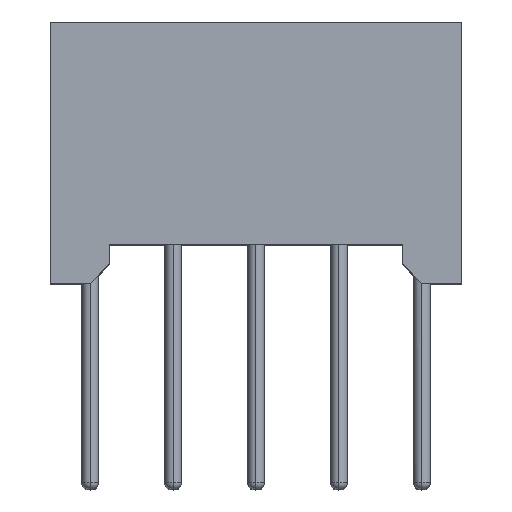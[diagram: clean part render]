
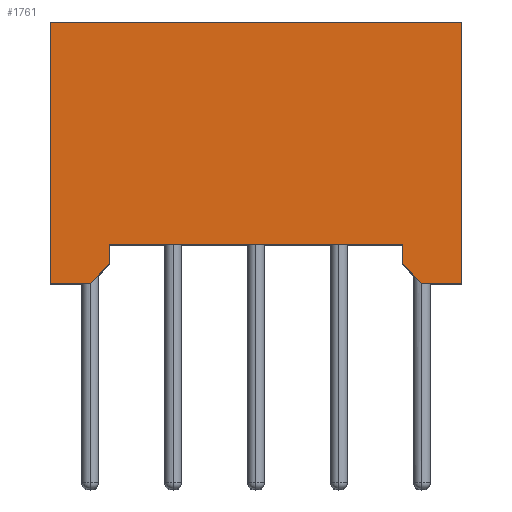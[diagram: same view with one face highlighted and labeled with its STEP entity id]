
A CAD part, top view. The second image highlights one B-rep face of the part: STEP entity #1761.
In plain terms, the highlighted planar face has unit normal (0, 0, 1).
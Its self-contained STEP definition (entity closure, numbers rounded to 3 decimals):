
#41 = DIRECTION ( 'NONE',  ( 0., -1., 0. ) ) ;
#91 = ORIENTED_EDGE ( 'NONE', *, *, #838, .F. ) ;
#138 = CARTESIAN_POINT ( 'NONE',  ( -5.08, 0., 9.5 ) ) ;
#191 = LINE ( 'NONE', #2872, #3663 ) ;
#296 = LINE ( 'NONE', #1844, #386 ) ;
#306 = VERTEX_POINT ( 'NONE', #384 ) ;
#349 = ORIENTED_EDGE ( 'NONE', *, *, #2003, .T. ) ;
#376 = EDGE_CURVE ( 'NONE', #306, #4887, #893, .T. ) ;
#384 = CARTESIAN_POINT ( 'NONE',  ( -4.48, 1.2, 9.5 ) ) ;
#386 = VECTOR ( 'NONE', #3365, 1000. ) ;
#479 = VECTOR ( 'NONE', #999, 1000. ) ;
#485 = PLANE ( 'NONE',  #943 ) ;
#618 = DIRECTION ( 'NONE',  ( -0.707, -0.707, 0. ) ) ;
#651 = VECTOR ( 'NONE', #41, 1000. ) ;
#679 = VERTEX_POINT ( 'NONE', #3591 ) ;
#740 = CARTESIAN_POINT ( 'NONE',  ( -6.3, 8., 9.5 ) ) ;
#758 = ORIENTED_EDGE ( 'NONE', *, *, #2686, .T. ) ;
#838 = EDGE_CURVE ( 'NONE', #2282, #4537, #2251, .T. ) ;
#868 = CARTESIAN_POINT ( 'NONE',  ( 6.3, 8., 9.5 ) ) ;
#885 = VECTOR ( 'NONE', #3028, 1000. ) ;
#893 = LINE ( 'NONE', #2051, #2223 ) ;
#943 = AXIS2_PLACEMENT_3D ( 'NONE', #1398, #4179, #3773 ) ;
#999 = DIRECTION ( 'NONE',  ( 1., 0., 0. ) ) ;
#1007 = CARTESIAN_POINT ( 'NONE',  ( -6.3, 0., 9.5 ) ) ;
#1085 = LINE ( 'NONE', #4142, #4344 ) ;
#1121 = CARTESIAN_POINT ( 'NONE',  ( -6.3, 8., 9.5 ) ) ;
#1188 = EDGE_CURVE ( 'NONE', #2890, #2282, #2631, .T. ) ;
#1216 = CARTESIAN_POINT ( 'NONE',  ( 6.3, 0., 9.5 ) ) ;
#1316 = CARTESIAN_POINT ( 'NONE',  ( 4.48, 1.2, 9.5 ) ) ;
#1398 = CARTESIAN_POINT ( 'NONE',  ( -6.3, 8., 9.5 ) ) ;
#1500 = DIRECTION ( 'NONE',  ( 0., 1., 0. ) ) ;
#1687 = VECTOR ( 'NONE', #3400, 1000. ) ;
#1761 = ADVANCED_FACE ( 'NONE', ( #3946 ), #485, .F. ) ;
#1844 = CARTESIAN_POINT ( 'NONE',  ( -6.3, 0., 9.5 ) ) ;
#1869 = ORIENTED_EDGE ( 'NONE', *, *, #1188, .F. ) ;
#1972 = LINE ( 'NONE', #740, #651 ) ;
#2003 = EDGE_CURVE ( 'NONE', #2303, #4398, #1972, .T. ) ;
#2004 = VERTEX_POINT ( 'NONE', #1216 ) ;
#2051 = CARTESIAN_POINT ( 'NONE',  ( -4.48, 0.6, 9.5 ) ) ;
#2211 = CARTESIAN_POINT ( 'NONE',  ( -6.3, 0., 9.5 ) ) ;
#2223 = VECTOR ( 'NONE', #2887, 1000. ) ;
#2251 = LINE ( 'NONE', #3755, #2533 ) ;
#2265 = CARTESIAN_POINT ( 'NONE',  ( 4.48, 0.6, 9.5 ) ) ;
#2282 = VERTEX_POINT ( 'NONE', #4419 ) ;
#2303 = VERTEX_POINT ( 'NONE', #1121 ) ;
#2459 = ORIENTED_EDGE ( 'NONE', *, *, #376, .F. ) ;
#2533 = VECTOR ( 'NONE', #1500, 1000. ) ;
#2631 = LINE ( 'NONE', #2265, #1687 ) ;
#2686 = EDGE_CURVE ( 'NONE', #2890, #2004, #2985, .T. ) ;
#2725 = EDGE_CURVE ( 'NONE', #4537, #306, #2933, .T. ) ;
#2745 = EDGE_CURVE ( 'NONE', #2303, #679, #1085, .T. ) ;
#2789 = ORIENTED_EDGE ( 'NONE', *, *, #3905, .T. ) ;
#2864 = CARTESIAN_POINT ( 'NONE',  ( -4.48, 0.6, 9.5 ) ) ;
#2872 = CARTESIAN_POINT ( 'NONE',  ( -5.08, 0., 9.5 ) ) ;
#2887 = DIRECTION ( 'NONE',  ( 0., -1., 0. ) ) ;
#2890 = VERTEX_POINT ( 'NONE', #4222 ) ;
#2933 = LINE ( 'NONE', #4499, #885 ) ;
#2985 = LINE ( 'NONE', #2211, #479 ) ;
#3028 = DIRECTION ( 'NONE',  ( -1., 0., 0. ) ) ;
#3179 = LINE ( 'NONE', #868, #3453 ) ;
#3238 = EDGE_CURVE ( 'NONE', #679, #2004, #3179, .T. ) ;
#3270 = EDGE_LOOP ( 'NONE', ( #2789, #3654, #2459, #4791, #91, #1869, #758, #3399, #3396, #349 ) ) ;
#3365 = DIRECTION ( 'NONE',  ( 1., 0., 0. ) ) ;
#3396 = ORIENTED_EDGE ( 'NONE', *, *, #2745, .F. ) ;
#3399 = ORIENTED_EDGE ( 'NONE', *, *, #3238, .F. ) ;
#3400 = DIRECTION ( 'NONE',  ( -0.707, 0.707, 0. ) ) ;
#3453 = VECTOR ( 'NONE', #3494, 1000. ) ;
#3474 = VERTEX_POINT ( 'NONE', #138 ) ;
#3494 = DIRECTION ( 'NONE',  ( 0., -1., 0. ) ) ;
#3550 = EDGE_CURVE ( 'NONE', #4887, #3474, #191, .T. ) ;
#3591 = CARTESIAN_POINT ( 'NONE',  ( 6.3, 8., 9.5 ) ) ;
#3654 = ORIENTED_EDGE ( 'NONE', *, *, #3550, .F. ) ;
#3663 = VECTOR ( 'NONE', #618, 1000. ) ;
#3688 = DIRECTION ( 'NONE',  ( 1., 0., 0. ) ) ;
#3755 = CARTESIAN_POINT ( 'NONE',  ( 4.48, 1.2, 9.5 ) ) ;
#3773 = DIRECTION ( 'NONE',  ( -1., 0., 0. ) ) ;
#3905 = EDGE_CURVE ( 'NONE', #4398, #3474, #296, .T. ) ;
#3946 = FACE_OUTER_BOUND ( 'NONE', #3270, .T. ) ;
#4142 = CARTESIAN_POINT ( 'NONE',  ( -6.3, 8., 9.5 ) ) ;
#4179 = DIRECTION ( 'NONE',  ( 0., 0., -1. ) ) ;
#4222 = CARTESIAN_POINT ( 'NONE',  ( 5.08, 0., 9.5 ) ) ;
#4344 = VECTOR ( 'NONE', #3688, 1000. ) ;
#4398 = VERTEX_POINT ( 'NONE', #1007 ) ;
#4419 = CARTESIAN_POINT ( 'NONE',  ( 4.48, 0.6, 9.5 ) ) ;
#4499 = CARTESIAN_POINT ( 'NONE',  ( -4.48, 1.2, 9.5 ) ) ;
#4537 = VERTEX_POINT ( 'NONE', #1316 ) ;
#4791 = ORIENTED_EDGE ( 'NONE', *, *, #2725, .F. ) ;
#4887 = VERTEX_POINT ( 'NONE', #2864 ) ;
